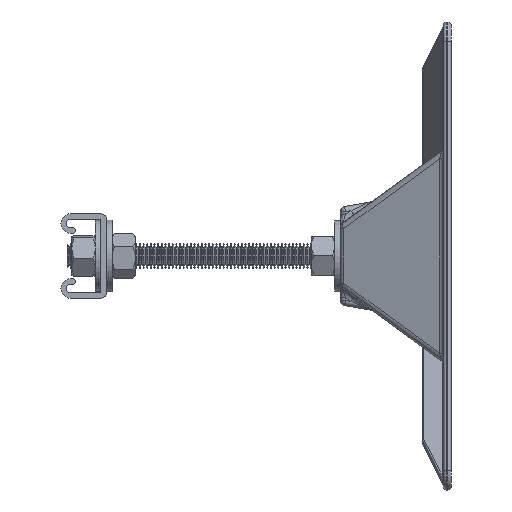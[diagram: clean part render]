
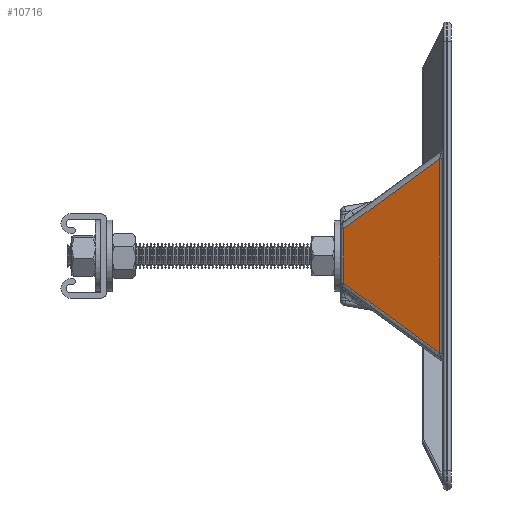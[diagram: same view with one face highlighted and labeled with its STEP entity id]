
A CAD part, left-side view. The second image highlights one B-rep face of the part: STEP entity #10716.
In plain terms, the highlighted planar face has unit normal (-0.94, 0.342, 0).
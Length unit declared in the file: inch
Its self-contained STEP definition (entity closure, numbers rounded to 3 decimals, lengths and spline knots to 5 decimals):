
#8641=CARTESIAN_POINT('',(-6.02395,2.0642,-0.5244));
#8642=VERTEX_POINT('',#8641);
#10679=CARTESIAN_POINT('',(-6.,2.13,-0.6));
#10680=DIRECTION('',(-0.94,0.342,0.0));
#10681=DIRECTION('',(0.0,0.0,1.0));
#10682=AXIS2_PLACEMENT_3D('',#10679,#10680,#10681);
#10683=PLANE('',#10682);
#10684=CARTESIAN_POINT('',(-6.69489,0.2208,-1.86584));
#10685=VERTEX_POINT('',#10684);
#10686=CARTESIAN_POINT('',(-6.69489,0.2208,1.86584));
#10687=VERTEX_POINT('',#10686);
#10688=CARTESIAN_POINT('',(-6.69489,0.2208,-1.86584));
#10689=DIRECTION('',(0.0,0.0,1.0));
#10690=VECTOR('',#10689,3.73169);
#10691=LINE('',#10688,#10690);
#10692=EDGE_CURVE('',#10685,#10687,#10691,.T.);
#10693=ORIENTED_EDGE('',*,*,#10692,.T.);
#10694=CARTESIAN_POINT('',(-6.02395,2.0642,0.5244));
#10695=VERTEX_POINT('',#10694);
#10696=CARTESIAN_POINT('',(-6.69489,0.2208,1.86584));
#10697=DIRECTION('',(0.282,0.776,-0.564));
#10698=VECTOR('',#10697,2.37651);
#10699=LINE('',#10696,#10698);
#10700=EDGE_CURVE('',#10687,#10695,#10699,.T.);
#10701=ORIENTED_EDGE('',*,*,#10700,.T.);
#10702=CARTESIAN_POINT('',(-6.02395,2.0642,0.5244));
#10703=DIRECTION('',(0.0,0.0,-1.0));
#10704=VECTOR('',#10703,1.0488);
#10705=LINE('',#10702,#10704);
#10706=EDGE_CURVE('',#10695,#8642,#10705,.T.);
#10707=ORIENTED_EDGE('',*,*,#10706,.T.);
#10708=CARTESIAN_POINT('',(-6.02395,2.0642,-0.5244));
#10709=DIRECTION('',(-0.282,-0.776,-0.564));
#10710=VECTOR('',#10709,2.37651);
#10711=LINE('',#10708,#10710);
#10712=EDGE_CURVE('',#8642,#10685,#10711,.T.);
#10713=ORIENTED_EDGE('',*,*,#10712,.T.);
#10714=EDGE_LOOP('',(#10693,#10701,#10707,#10713));
#10715=FACE_OUTER_BOUND('',#10714,.T.);
#10716=ADVANCED_FACE('',(#10715),#10683,.T.);
